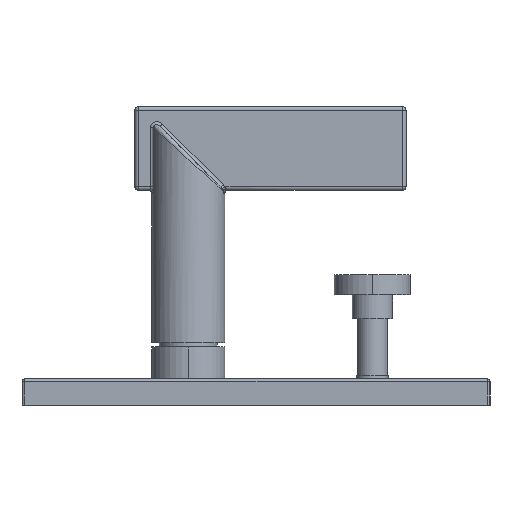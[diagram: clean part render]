
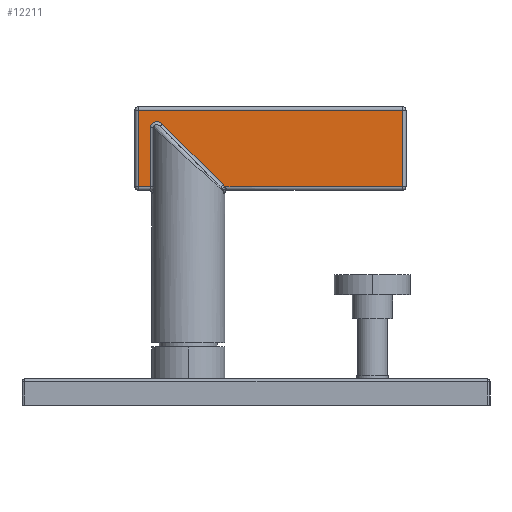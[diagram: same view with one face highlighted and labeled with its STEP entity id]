
A CAD part, left-side view. The second image highlights one B-rep face of the part: STEP entity #12211.
In plain terms, the highlighted planar face has unit normal (-1, 0, 0).
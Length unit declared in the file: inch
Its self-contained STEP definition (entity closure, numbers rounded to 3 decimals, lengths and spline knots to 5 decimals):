
#3854=DIRECTION('',(0.,1.,0.));
#3855=VECTOR('',#3854,2.08751);
#3856=CARTESIAN_POINT('',(-0.118,-2.52,2.566));
#3857=LINE('',#3856,#3855);
#3863=DIRECTION('',(0.,0.,-1.));
#3864=VECTOR('',#3863,0.904);
#3865=CARTESIAN_POINT('',(-0.118,-2.52,3.47));
#3866=LINE('',#3865,#3864);
#3893=CARTESIAN_POINT('',(-0.118,-0.41313,
2.59244));
#3894=CARTESIAN_POINT('',(-0.118,-0.41583,
2.58974));
#3895=CARTESIAN_POINT('',(-0.118,-0.42085,
2.58417));
#3896=CARTESIAN_POINT('',(-0.118,-0.42731,
2.57532));
#3897=CARTESIAN_POINT('',(-0.118,-0.43088,
2.56915));
#3898=CARTESIAN_POINT('',(-0.118,-0.43249,
2.566));
#3998=CARTESIAN_POINT('',(-0.118,0.44265,
3.25969));
#3999=CARTESIAN_POINT('',(-0.118,0.44265,
3.26303));
#4000=CARTESIAN_POINT('',(-0.118,0.44225,
3.26963));
#4001=CARTESIAN_POINT('',(-0.118,0.44045,
3.27926));
#4002=CARTESIAN_POINT('',(-0.118,0.4375,
3.28845));
#4003=CARTESIAN_POINT('',(-0.118,0.43348,
3.29702));
#4004=CARTESIAN_POINT('',(-0.118,0.42848,
3.30491));
#4005=CARTESIAN_POINT('',(-0.118,0.42254,
3.31207));
#4006=CARTESIAN_POINT('',(-0.118,0.41574,
3.31839));
#4007=CARTESIAN_POINT('',(-0.118,0.40817,
3.32382));
#4008=CARTESIAN_POINT('',(-0.118,0.39987,
3.32829));
#4009=CARTESIAN_POINT('',(-0.118,0.39095,
3.33171));
#4010=CARTESIAN_POINT('',(-0.118,0.38149,3.33403));
#4011=CARTESIAN_POINT('',(-0.118,0.37157,
3.33517));
#4012=CARTESIAN_POINT('',(-0.118,0.36131,
3.33507));
#4013=CARTESIAN_POINT('',(-0.118,0.35081,
3.33367));
#4014=CARTESIAN_POINT('',(-0.118,0.3402,
3.33091));
#4015=CARTESIAN_POINT('',(-0.118,0.3296,
3.32673));
#4016=CARTESIAN_POINT('',(-0.118,0.31919,
3.32111));
#4017=CARTESIAN_POINT('',(-0.118,0.3092,
3.31409));
#4018=CARTESIAN_POINT('',(-0.118,0.30299,
3.30856));
#4019=CARTESIAN_POINT('',(-0.118,0.29999,
3.30556));
#4050=DIRECTION('',(0.,-0.707,-0.707));
#4051=VECTOR('',#4050,1.00851);
#4052=CARTESIAN_POINT('',(-0.118,0.29999,
3.30556));
#4053=LINE('',#4052,#4051);
#4058=DIRECTION('',(0.,0.,-1.));
#4059=VECTOR('',#4058,0.69369);
#4060=CARTESIAN_POINT('',(-0.118,0.44265,
3.25969));
#4061=LINE('',#4060,#4059);
#4074=CARTESIAN_POINT('',(-0.118,0.44265,
2.566));
#4110=DIRECTION('',(0.,1.,0.));
#4111=VECTOR('',#4110,0.14435);
#4112=CARTESIAN_POINT('',(-0.118,0.44265,
2.566));
#4113=LINE('',#4112,#4111);
#4150=DIRECTION('',(0.,0.,-1.));
#4151=VECTOR('',#4150,0.904);
#4152=CARTESIAN_POINT('',(-0.118,0.587,3.47));
#4153=LINE('',#4152,#4151);
#4164=DIRECTION('',(0.,-1.,0.));
#4165=VECTOR('',#4164,3.107);
#4166=CARTESIAN_POINT('',(-0.118,0.587,3.47));
#4167=LINE('',#4166,#4165);
#7291=VERTEX_POINT('',#3893);
#7292=VERTEX_POINT('',#3898);
#7295=CARTESIAN_POINT('',(-0.118,0.29999,
3.30556));
#7296=VERTEX_POINT('',#7295);
#7297=VERTEX_POINT('',#3998);
#7305=VERTEX_POINT('',#4074);
#7337=CARTESIAN_POINT('',(-0.118,-2.52,3.47));
#7338=CARTESIAN_POINT('',(-0.118,-2.52,2.566));
#7339=VERTEX_POINT('',#7337);
#7340=VERTEX_POINT('',#7338);
#7365=CARTESIAN_POINT('',(-0.118,0.587,3.47));
#7366=CARTESIAN_POINT('',(-0.118,0.587,2.566));
#7367=VERTEX_POINT('',#7365);
#7368=VERTEX_POINT('',#7366);
#12188=CARTESIAN_POINT('',(-0.118,-2.56,3.51));
#12189=DIRECTION('',(-1.,0.,0.));
#12190=DIRECTION('',(0.,1.,0.));
#12191=AXIS2_PLACEMENT_3D('',#12188,#12189,#12190);
#12192=PLANE('',#12191);
#12193=ORIENTED_EDGE('',*,*,#12178,.T.);
#12194=ORIENTED_EDGE('',*,*,#12155,.T.);
#12196=ORIENTED_EDGE('',*,*,#12195,.F.);
#12198=ORIENTED_EDGE('',*,*,#12197,.F.);
#12200=ORIENTED_EDGE('',*,*,#12199,.F.);
#12202=ORIENTED_EDGE('',*,*,#12201,.T.);
#12204=ORIENTED_EDGE('',*,*,#12203,.T.);
#12206=ORIENTED_EDGE('',*,*,#12205,.F.);
#12208=ORIENTED_EDGE('',*,*,#12207,.T.);
#12209=EDGE_LOOP('',(#12193,#12194,#12196,#12198,#12200,#12202,#12204,#12206,
#12208));
#12210=FACE_OUTER_BOUND('',#12209,.F.);
#12211=ADVANCED_FACE('',(#12210),#12192,.T.);
#3899=B_SPLINE_CURVE_WITH_KNOTS('',3,(#3893,#3894,#3895,#3896,#3897,#3898),
.UNSPECIFIED.,.F.,.F.,(4,1,1,4),(0.,0.33333,0.66667,1.),
.UNSPECIFIED.);
#4020=B_SPLINE_CURVE_WITH_KNOTS('',3,(#3998,#3999,#4000,#4001,#4002,#4003,#4004,
#4005,#4006,#4007,#4008,#4009,#4010,#4011,#4012,#4013,#4014,#4015,#4016,#4017,
#4018,#4019),.UNSPECIFIED.,.F.,.F.,(4,1,1,1,1,1,1,1,1,1,1,1,1,1,1,1,1,1,1,4),(
0.,0.05263,0.10526,0.15789,0.21053,
0.26316,0.31579,0.36842,0.42105,
0.47368,0.52632,0.57895,0.63158,
0.68421,0.73684,0.78947,0.84211,
0.89474,0.94737,1.),.UNSPECIFIED.);
#12155=EDGE_CURVE('',#7340,#7292,#3857,.T.);
#12178=EDGE_CURVE('',#7339,#7340,#3866,.T.);
#12195=EDGE_CURVE('',#7291,#7292,#3899,.T.);
#12197=EDGE_CURVE('',#7296,#7291,#4053,.T.);
#12199=EDGE_CURVE('',#7297,#7296,#4020,.T.);
#12201=EDGE_CURVE('',#7297,#7305,#4061,.T.);
#12203=EDGE_CURVE('',#7305,#7368,#4113,.T.);
#12205=EDGE_CURVE('',#7367,#7368,#4153,.T.);
#12207=EDGE_CURVE('',#7367,#7339,#4167,.T.);
